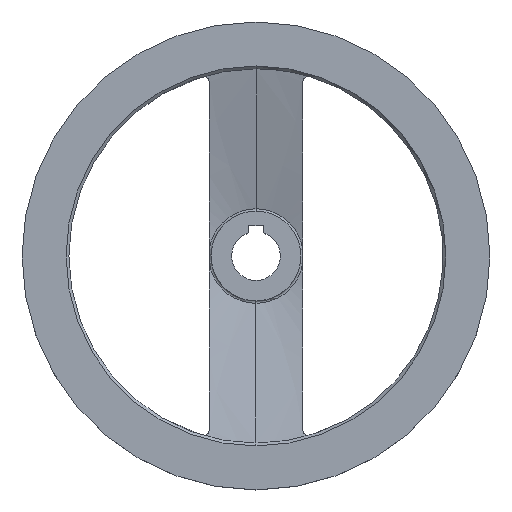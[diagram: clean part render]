
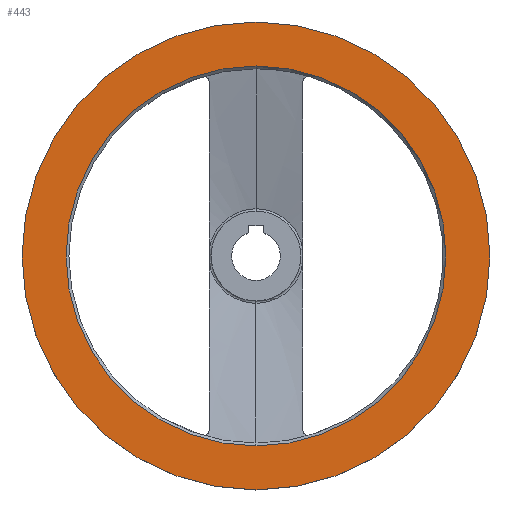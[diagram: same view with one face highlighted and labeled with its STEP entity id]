
A CAD part, top view. The second image highlights one B-rep face of the part: STEP entity #443.
In plain terms, the highlighted planar face has unit normal (0, 0, 1).
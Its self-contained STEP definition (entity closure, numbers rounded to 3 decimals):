
#301=EDGE_CURVE('',#513,#621,#740,.T.);
#303=EDGE_CURVE('',#615,#521,#742,.T.);
#443=ADVANCED_FACE('',(#895,#896),#897,.T.);
#489=EDGE_CURVE('',#521,#615,#951,.T.);
#505=EDGE_CURVE('',#621,#513,#969,.T.);
#513=VERTEX_POINT('',#978);
#521=VERTEX_POINT('',#986);
#615=VERTEX_POINT('',#1085);
#621=VERTEX_POINT('',#1092);
#740=CIRCLE('',#1273,101.5);
#742=CIRCLE('',#1276,125.0);
#895=FACE_BOUND('',#1580,.T.);
#896=FACE_OUTER_BOUND('',#1581,.T.);
#897=PLANE('',#1582);
#951=CIRCLE('',#1690,125.0);
#969=CIRCLE('',#1712,101.5);
#978=CARTESIAN_POINT('',(0.,101.5,51.0));
#986=CARTESIAN_POINT('',(0.,125.0,51.0));
#1085=CARTESIAN_POINT('',(0.,-125.0,51.0));
#1092=CARTESIAN_POINT('',(0.,-101.5,51.0));
#1273=AXIS2_PLACEMENT_3D('',#2094,#2095,#2096);
#1276=AXIS2_PLACEMENT_3D('',#2097,#2098,#2099);
#1580=EDGE_LOOP('',(#2280,#2281));
#1581=EDGE_LOOP('',(#2282,#2283));
#1582=AXIS2_PLACEMENT_3D('',#2284,#2285,#2286);
#1690=AXIS2_PLACEMENT_3D('',#2359,#2360,#2361);
#1712=AXIS2_PLACEMENT_3D('',#2383,#2384,#2385);
#2094=CARTESIAN_POINT('',(0.,0.,51.0));
#2095=DIRECTION('',(0.,0.,1.0));
#2096=DIRECTION('',(0.,1.0,0.));
#2097=CARTESIAN_POINT('',(0.,0.,51.0));
#2098=DIRECTION('',(0.,0.,1.0));
#2099=DIRECTION('',(0.,1.0,0.));
#2280=ORIENTED_EDGE('',*,*,#301,.F.);
#2281=ORIENTED_EDGE('',*,*,#505,.F.);
#2282=ORIENTED_EDGE('',*,*,#489,.T.);
#2283=ORIENTED_EDGE('',*,*,#303,.T.);
#2284=CARTESIAN_POINT('',(0.,113.25,51.0));
#2285=DIRECTION('',(0.,0.,1.0));
#2286=DIRECTION('',(0.,1.0,0.0));
#2359=CARTESIAN_POINT('',(0.,0.,51.0));
#2360=DIRECTION('',(0.,0.,1.0));
#2361=DIRECTION('',(0.,1.0,0.));
#2383=CARTESIAN_POINT('',(0.,0.,51.0));
#2384=DIRECTION('',(0.,0.,1.0));
#2385=DIRECTION('',(0.,1.0,0.));
